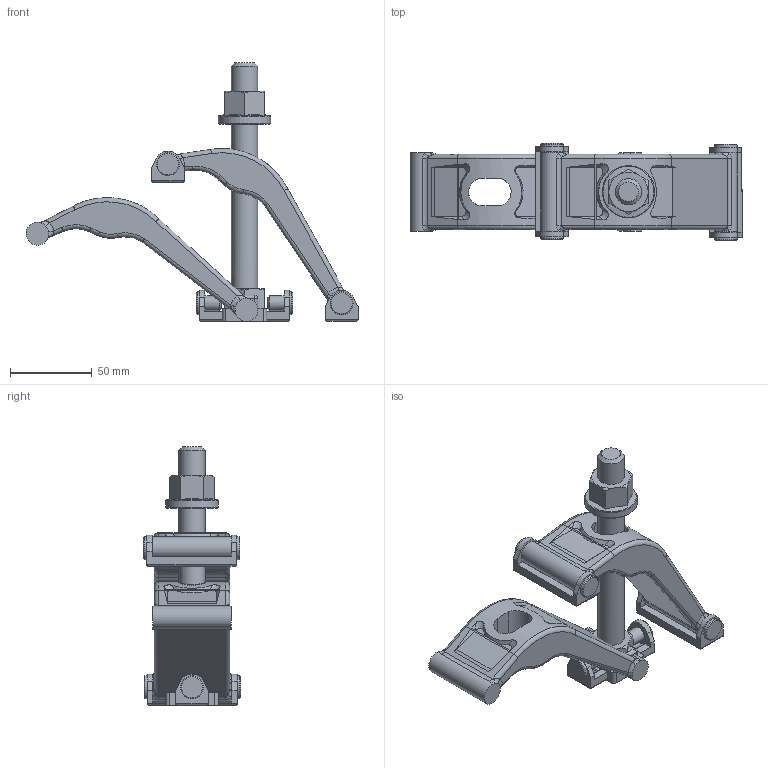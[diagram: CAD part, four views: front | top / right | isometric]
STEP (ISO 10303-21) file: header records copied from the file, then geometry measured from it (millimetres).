
FILE_DESCRIPTION( ( 'Unknown' ), '1' );
FILE_NAME( 'CP19-16150.stp', 'Unknown', ( 'Unknown' ), ( 'Unknown' ), 'XStep 1.0', 'Unknown', ' ' );
FILE_SCHEMA( ( 'CONFIG_CONTROL_DESIGN' ) );
Length unit declared in the file: millimetre
Products named in the file (5): Assem1; 1; 2; 3; 4
Bounding box: 202.93 x 59.4 x 158 mm (x, y, z)
Volume: 335867.6 mm3; surface area: 85467.4 mm2
Topology: 9 solids, 9 shells, 370 faces, 908 edges, 548 vertices
Faces by surface type: plane 131, cylinder 119, bspline 52, cone 32, torus 28, sphere 8
Full cylindrical faces by diameter (mm): 9 x6, 14 x8, 16 x2, 32 x2
Entity records: 7445 total; most frequent: CARTESIAN_POINT 3557, ORIENTED_EDGE 762, DIRECTION 745, EDGE_CURVE 381, AXIS2_PLACEMENT_3D 300, VERTEX_POINT 240, EDGE_LOOP 193, FACE_OUTER_BOUND 177
